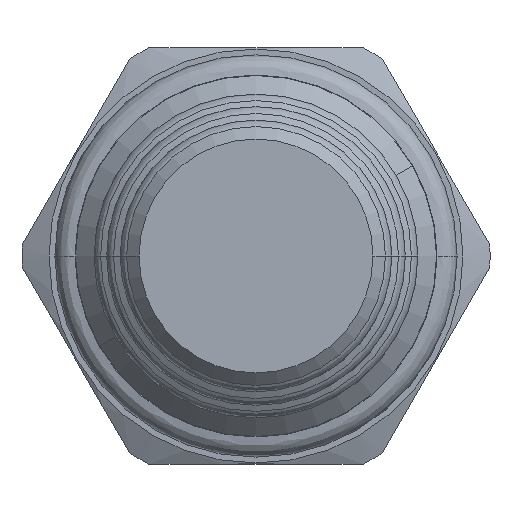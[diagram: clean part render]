
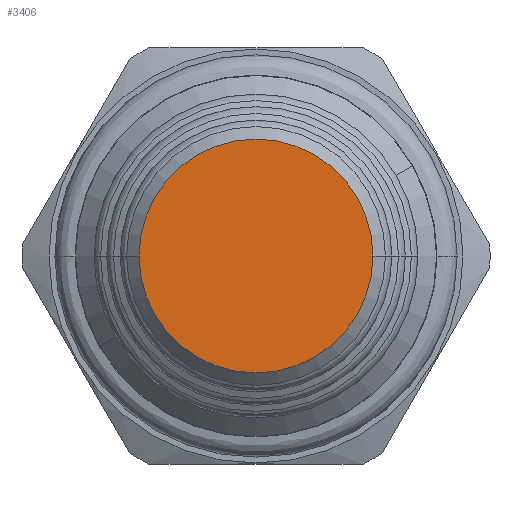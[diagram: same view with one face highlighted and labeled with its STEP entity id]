
A CAD part, front view. The second image highlights one B-rep face of the part: STEP entity #3406.
In plain terms, the highlighted planar face has unit normal (0, -1, 0).
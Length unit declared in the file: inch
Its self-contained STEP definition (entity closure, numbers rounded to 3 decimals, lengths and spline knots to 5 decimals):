
#1295=CARTESIAN_POINT('',(0.,-2.441,0.));
#1296=DIRECTION('',(0.,-1.,0.));
#1297=DIRECTION('',(1.,0.,0.));
#1298=AXIS2_PLACEMENT_3D('',#1295,#1296,#1297);
#1309=CARTESIAN_POINT('',(0.,-2.441,0.));
#1310=DIRECTION('',(0.,1.,0.));
#1311=DIRECTION('',(1.,0.,0.));
#1312=AXIS2_PLACEMENT_3D('',#1309,#1310,#1311);
#1489=CARTESIAN_POINT('',(0.281,-2.441,0.));
#1490=CARTESIAN_POINT('',(-0.281,-2.441,0.));
#1491=VERTEX_POINT('',#1489);
#1492=VERTEX_POINT('',#1490);
#3397=CARTESIAN_POINT('',(0.,-2.441,0.));
#3398=DIRECTION('',(0.,-1.,0.));
#3399=DIRECTION('',(-1.,0.,0.));
#3400=AXIS2_PLACEMENT_3D('',#3397,#3398,#3399);
#3401=PLANE('',#3400);
#3402=ORIENTED_EDGE('',*,*,#3391,.T.);
#3403=ORIENTED_EDGE('',*,*,#3377,.F.);
#3404=EDGE_LOOP('',(#3402,#3403));
#3405=FACE_OUTER_BOUND('',#3404,.F.);
#3406=ADVANCED_FACE('',(#3405),#3401,.T.);
#1299=CIRCLE('',#1298,0.281);
#1313=CIRCLE('',#1312,0.281);
#3377=EDGE_CURVE('',#1491,#1492,#1299,.T.);
#3391=EDGE_CURVE('',#1491,#1492,#1313,.T.);
